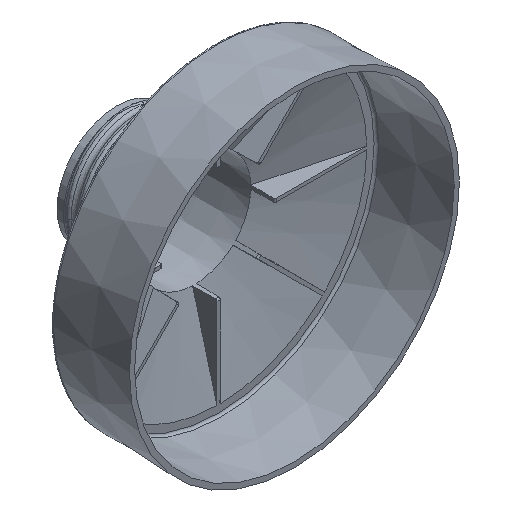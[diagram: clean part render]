
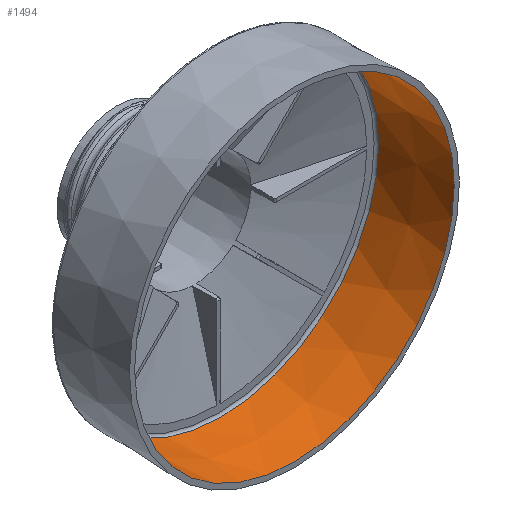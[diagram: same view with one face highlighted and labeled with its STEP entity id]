
A CAD part, isometric view. The second image highlights one B-rep face of the part: STEP entity #1494.
In plain terms, the highlighted conical face has half-angle 1.5 degrees and reference radius 50.596 mm.
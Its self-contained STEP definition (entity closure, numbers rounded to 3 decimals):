
#43=CONICAL_SURFACE('',#1627,50.596,0.026);
#267=LINE('',#4595,#297);
#297=VECTOR('',#1844,50.596);
#345=FACE_OUTER_BOUND('',#446,.T.);
#446=EDGE_LOOP('',(#1046,#1047,#1048,#1049,#1050));
#538=CIRCLE('',#1612,49.987);
#539=CIRCLE('',#1613,49.987);
#548=CIRCLE('',#1628,50.596);
#607=VERTEX_POINT('',#4215);
#608=VERTEX_POINT('',#4216);
#622=VERTEX_POINT('',#4594);
#765=EDGE_CURVE('',#607,#608,#538,.T.);
#766=EDGE_CURVE('',#608,#607,#539,.T.);
#781=EDGE_CURVE('',#607,#622,#267,.T.);
#782=EDGE_CURVE('',#622,#622,#548,.T.);
#1046=ORIENTED_EDGE('',*,*,#765,.T.);
#1047=ORIENTED_EDGE('',*,*,#766,.T.);
#1048=ORIENTED_EDGE('',*,*,#781,.T.);
#1049=ORIENTED_EDGE('',*,*,#782,.T.);
#1050=ORIENTED_EDGE('',*,*,#781,.F.);
#1494=ADVANCED_FACE('',(#345),#43,.F.);
#1612=AXIS2_PLACEMENT_3D('',#4217,#1812,#1813);
#1613=AXIS2_PLACEMENT_3D('',#4218,#1814,#1815);
#1627=AXIS2_PLACEMENT_3D('',#4593,#1842,#1843);
#1628=AXIS2_PLACEMENT_3D('',#4596,#1845,#1846);
#1812=DIRECTION('center_axis',(0.,1.,0.));
#1813=DIRECTION('ref_axis',(0.,0.,-1.));
#1814=DIRECTION('center_axis',(0.,1.,0.));
#1815=DIRECTION('ref_axis',(0.,0.,-1.));
#1842=DIRECTION('center_axis',(0.,-1.,0.));
#1843=DIRECTION('ref_axis',(0.,0.,-1.));
#1844=DIRECTION('',(0.,-1.,0.026));
#1845=DIRECTION('center_axis',(0.,-1.,0.));
#1846=DIRECTION('ref_axis',(0.,0.,-1.));
#4215=CARTESIAN_POINT('',(0.,23.273,49.987));
#4216=CARTESIAN_POINT('',(0.,23.273,-49.987));
#4217=CARTESIAN_POINT('Origin',(0.,23.273,0.));
#4218=CARTESIAN_POINT('Origin',(0.,23.273,0.));
#4593=CARTESIAN_POINT('Origin',(0.,0.,0.));
#4594=CARTESIAN_POINT('',(0.,0.,50.596));
#4595=CARTESIAN_POINT('',(0.,0.,50.596));
#4596=CARTESIAN_POINT('Origin',(0.,0.,0.));
